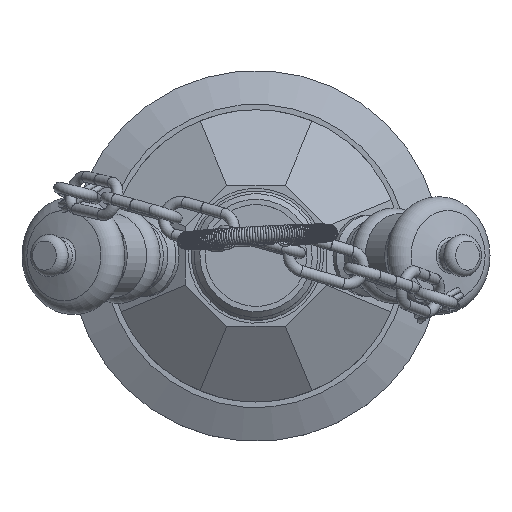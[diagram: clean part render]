
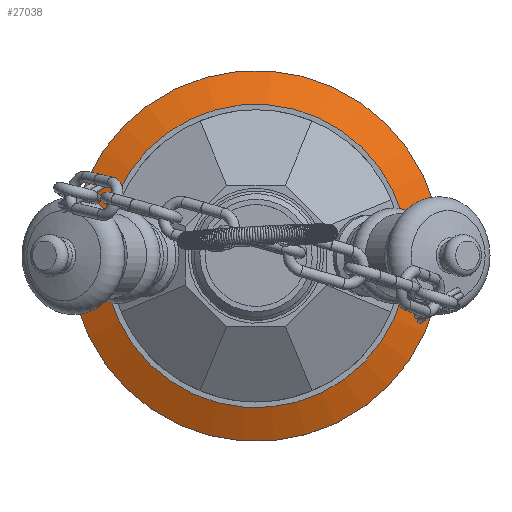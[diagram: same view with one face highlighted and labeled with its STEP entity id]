
A CAD part, top view. The second image highlights one B-rep face of the part: STEP entity #27038.
In plain terms, the highlighted conical face has half-angle 65 degrees and reference radius 29.998 mm.
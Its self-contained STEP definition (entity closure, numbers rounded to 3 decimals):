
#26996=CARTESIAN_POINT('',(26.15,-6.703,17.));
#26997=VERTEX_POINT('',#26996);
#26998=CARTESIAN_POINT('',(0.,0.,17.));
#26999=DIRECTION('',(0.,0.,-1.0));
#27000=DIRECTION('',(0.969,-0.248,0.));
#27001=AXIS2_PLACEMENT_3D('',#26998,#26999,#27000);
#27002=CIRCLE('',#27001,26.995);
#27003=EDGE_CURVE('',#26997,#26997,#27002,.T.);
#27019=CARTESIAN_POINT('',(0.,0.,15.6));
#27020=DIRECTION('',(0.,0.,-1.0));
#27021=DIRECTION('',(0.969,-0.248,0.));
#27022=AXIS2_PLACEMENT_3D('',#27019,#27020,#27021);
#27023=CONICAL_SURFACE('',#27022,29.998,65.);
#27024=CARTESIAN_POINT('',(31.967,-8.194,14.2));
#27025=VERTEX_POINT('',#27024);
#27026=CARTESIAN_POINT('',(0.,0.,14.2));
#27027=DIRECTION('',(0.,0.,-1.));
#27028=DIRECTION('',(0.969,-0.248,0.));
#27029=AXIS2_PLACEMENT_3D('',#27026,#27027,#27028);
#27030=CIRCLE('',#27029,33.0);
#27031=EDGE_CURVE('',#27025,#27025,#27030,.T.);
#27032=ORIENTED_EDGE('',*,*,#27031,.F.);
#27033=EDGE_LOOP('',(#27032));
#27034=FACE_OUTER_BOUND('',#27033,.T.);
#27035=ORIENTED_EDGE('',*,*,#27003,.T.);
#27036=EDGE_LOOP('',(#27035));
#27037=FACE_BOUND('',#27036,.T.);
#27038=ADVANCED_FACE('',(#27034,#27037),#27023,.T.);
